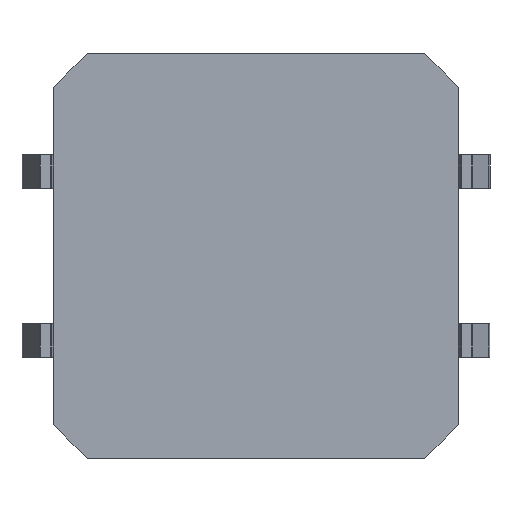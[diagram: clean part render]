
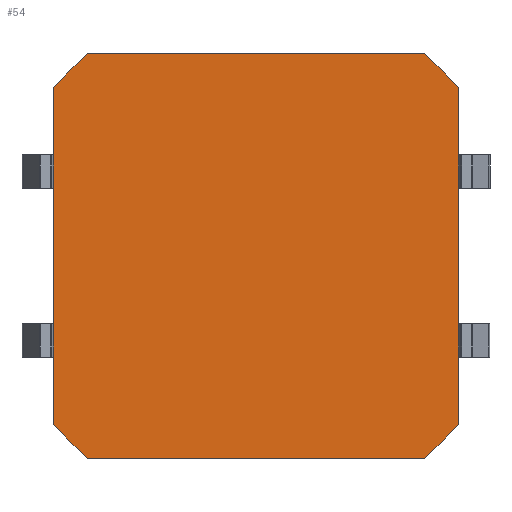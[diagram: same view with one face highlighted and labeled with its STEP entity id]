
A CAD part, front view. The second image highlights one B-rep face of the part: STEP entity #54.
In plain terms, the highlighted planar face has unit normal (0, -1, 0).
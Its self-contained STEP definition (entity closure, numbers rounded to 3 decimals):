
#2 = EDGE_LOOP ( 'NONE', ( #866, #867, #868, #869, #870, #871, #872, #873 ) ) ;
#54 = ADVANCED_FACE ( 'NONE', ( #2001 ), #309, .F. ) ;
#309 = PLANE ( 'NONE',  #2239 ) ;
#448 = DIRECTION ( 'NONE',  ( 0., 1., 0. ) ) ;
#627 = CARTESIAN_POINT ( 'NONE',  ( 0., 0., 0. ) ) ;
#866 = ORIENTED_EDGE ( 'NONE', *, *, #2099, .F. ) ;
#867 = ORIENTED_EDGE ( 'NONE', *, *, #2110, .T. ) ;
#868 = ORIENTED_EDGE ( 'NONE', *, *, #2107, .F. ) ;
#869 = ORIENTED_EDGE ( 'NONE', *, *, #2111, .T. ) ;
#870 = ORIENTED_EDGE ( 'NONE', *, *, #2104, .F. ) ;
#871 = ORIENTED_EDGE ( 'NONE', *, *, #2112, .T. ) ;
#872 = ORIENTED_EDGE ( 'NONE', *, *, #2102, .F. ) ;
#873 = ORIENTED_EDGE ( 'NONE', *, *, #2113, .T. ) ;
#1141 = CARTESIAN_POINT ( 'NONE',  ( -5., 0., -6. ) ) ;
#1145 = CARTESIAN_POINT ( 'NONE',  ( -6., 0., 5. ) ) ;
#1146 = CARTESIAN_POINT ( 'NONE',  ( 5., 0., -6. ) ) ;
#1164 = CARTESIAN_POINT ( 'NONE',  ( 6., 0., 5. ) ) ;
#1180 = CARTESIAN_POINT ( 'NONE',  ( -5., 0., 6. ) ) ;
#1181 = CARTESIAN_POINT ( 'NONE',  ( -6., 0., -5. ) ) ;
#1198 = CARTESIAN_POINT ( 'NONE',  ( 5., 0., 6. ) ) ;
#1221 = CARTESIAN_POINT ( 'NONE',  ( 6., 0., -5. ) ) ;
#1686 = CARTESIAN_POINT ( 'NONE',  ( -6., 0., 6. ) ) ;
#1687 = CARTESIAN_POINT ( 'NONE',  ( -6., 0., -6. ) ) ;
#1692 = DIRECTION ( 'NONE',  ( 0., 0., 1. ) ) ;
#1698 = DIRECTION ( 'NONE',  ( 1., 0., 0. ) ) ;
#1701 = CARTESIAN_POINT ( 'NONE',  ( 6., 0., -6. ) ) ;
#1702 = CARTESIAN_POINT ( 'NONE',  ( 5., 0., -6. ) ) ;
#1703 = DIRECTION ( 'NONE',  ( 0., 0., -1. ) ) ;
#1707 = CARTESIAN_POINT ( 'NONE',  ( -6., 0., -6. ) ) ;
#1709 = DIRECTION ( 'NONE',  ( -1., 0., 0. ) ) ;
#1713 = CARTESIAN_POINT ( 'NONE',  ( -6., 0., -5. ) ) ;
#1715 = DIRECTION ( 'NONE',  ( 0.707, 0., -0.707 ) ) ;
#1716 = DIRECTION ( 'NONE',  ( 0.707, 0., 0.707 ) ) ;
#1717 = CARTESIAN_POINT ( 'NONE',  ( 6., 0., 5. ) ) ;
#1718 = DIRECTION ( 'NONE',  ( -0.707, 0., 0.707 ) ) ;
#1719 = CARTESIAN_POINT ( 'NONE',  ( -5., 0., 6. ) ) ;
#1720 = DIRECTION ( 'NONE',  ( -0.707, 0., -0.707 ) ) ;
#2001 = FACE_OUTER_BOUND ( 'NONE', #2, .T. ) ;
#2099 = EDGE_CURVE ( 'NONE', #4704, #4655, #4562, .T. ) ;
#2102 = EDGE_CURVE ( 'NONE', #4696, #4718, #4579, .T. ) ;
#2104 = EDGE_CURVE ( 'NONE', #4682, #4744, #4589, .T. ) ;
#2107 = EDGE_CURVE ( 'NONE', #4656, #4651, #4595, .T. ) ;
#2110 = EDGE_CURVE ( 'NONE', #4704, #4651, #4601, .T. ) ;
#2111 = EDGE_CURVE ( 'NONE', #4656, #4744, #4597, .T. ) ;
#2112 = EDGE_CURVE ( 'NONE', #4682, #4718, #4605, .T. ) ;
#2113 = EDGE_CURVE ( 'NONE', #4696, #4655, #4607, .T. ) ;
#2239 = AXIS2_PLACEMENT_3D ( 'NONE', #627, #448, #2305 ) ;
#2305 = DIRECTION ( 'NONE',  ( 0., 0., 1. ) ) ;
#4562 = LINE ( 'NONE', #1687, #4582 ) ;
#4579 = LINE ( 'NONE', #1686, #4588 ) ;
#4582 = VECTOR ( 'NONE', #1692, 1000. ) ;
#4588 = VECTOR ( 'NONE', #1698, 1000. ) ;
#4589 = LINE ( 'NONE', #1701, #4592 ) ;
#4592 = VECTOR ( 'NONE', #1703, 1000. ) ;
#4595 = LINE ( 'NONE', #1707, #4598 ) ;
#4597 = LINE ( 'NONE', #1702, #4606 ) ;
#4598 = VECTOR ( 'NONE', #1709, 1000. ) ;
#4601 = LINE ( 'NONE', #1713, #4604 ) ;
#4604 = VECTOR ( 'NONE', #1715, 1000. ) ;
#4605 = LINE ( 'NONE', #1717, #4608 ) ;
#4606 = VECTOR ( 'NONE', #1716, 1000. ) ;
#4607 = LINE ( 'NONE', #1719, #4610 ) ;
#4608 = VECTOR ( 'NONE', #1718, 1000. ) ;
#4610 = VECTOR ( 'NONE', #1720, 1000. ) ;
#4651 = VERTEX_POINT ( 'NONE', #1141 ) ;
#4655 = VERTEX_POINT ( 'NONE', #1145 ) ;
#4656 = VERTEX_POINT ( 'NONE', #1146 ) ;
#4682 = VERTEX_POINT ( 'NONE', #1164 ) ;
#4696 = VERTEX_POINT ( 'NONE', #1180 ) ;
#4704 = VERTEX_POINT ( 'NONE', #1181 ) ;
#4718 = VERTEX_POINT ( 'NONE', #1198 ) ;
#4744 = VERTEX_POINT ( 'NONE', #1221 ) ;
